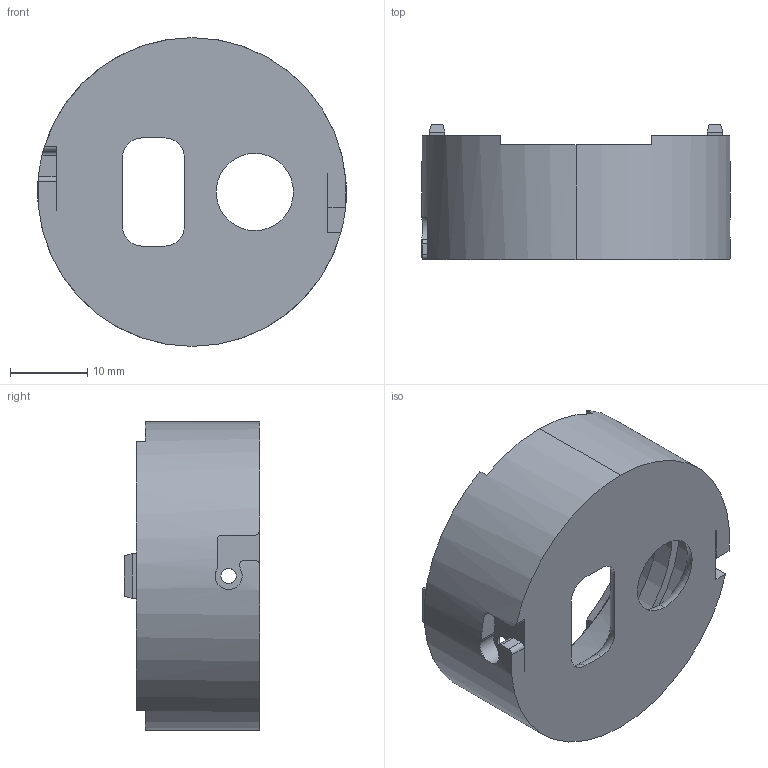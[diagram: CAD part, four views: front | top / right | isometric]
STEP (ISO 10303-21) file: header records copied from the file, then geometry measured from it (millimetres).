
FILE_DESCRIPTION (( 'STEP AP214' ), '1' );
FILE_NAME ('SensorBaseUS.STEP', '2025-05-09T19:20:18', ( '' ), ( '' ), 'SwSTEP 2.0', 'SolidWorks 2021', '' );
FILE_SCHEMA (( 'AUTOMOTIVE_DESIGN' ));
Length unit declared in the file: millimetre
Products named in the file (1): SensorBaseUS
Bounding box: 40 x 17.5 x 40 mm (x, y, z)
Volume: 6821 mm3; surface area: 5926.9 mm2
Topology: 1 solids, 1 shells, 87 faces, 234 edges, 150 vertices
Faces by surface type: plane 49, cylinder 26, torus 6, cone 6
Entity records: 2906 total; most frequent: CARTESIAN_POINT 655, ORIENTED_EDGE 468, DIRECTION 464, EDGE_CURVE 234, AXIS2_PLACEMENT_3D 165, VERTEX_POINT 150, LINE 134, VECTOR 134
